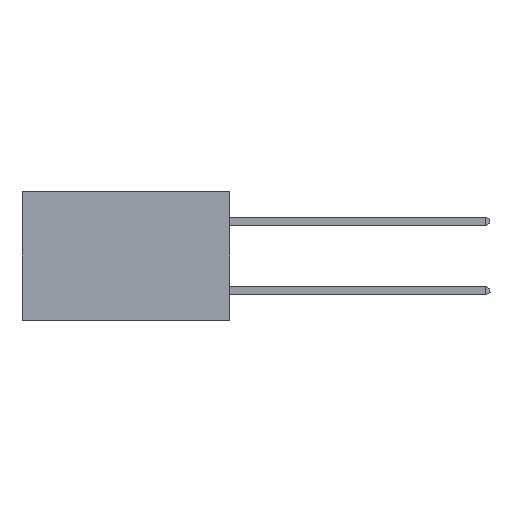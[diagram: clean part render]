
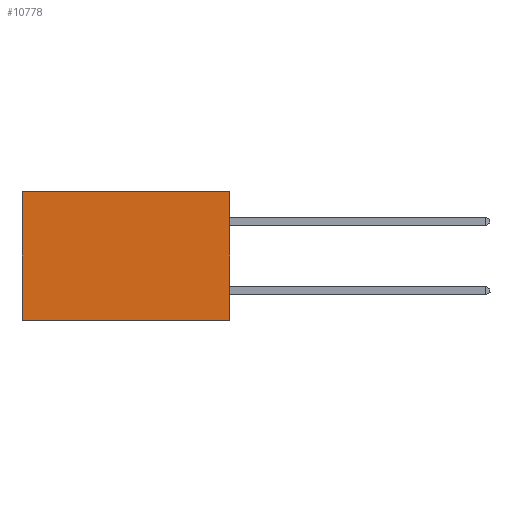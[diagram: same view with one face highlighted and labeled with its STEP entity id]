
A CAD part, left-side view. The second image highlights one B-rep face of the part: STEP entity #10778.
In plain terms, the highlighted planar face has unit normal (-1, 0, 0).
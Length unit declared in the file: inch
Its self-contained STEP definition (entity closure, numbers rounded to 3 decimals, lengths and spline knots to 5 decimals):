
#63 = CARTESIAN_POINT ( 'NONE',  ( 0.298, 0., 0. ) ) ;
#183 = CARTESIAN_POINT ( 'NONE',  ( 0.298, 0., 0. ) ) ;
#1253 = VECTOR ( 'NONE', #2658, 39.37008 ) ;
#2539 = ORIENTED_EDGE ( 'NONE', *, *, #3001, .T. ) ;
#2658 = DIRECTION ( 'NONE',  ( 0., 0., -1. ) ) ;
#3001 = EDGE_CURVE ( 'NONE', #18502, #20484, #11250, .T. ) ;
#5621 = CARTESIAN_POINT ( 'NONE',  ( 0.298, 0., 0. ) ) ;
#7016 = CARTESIAN_POINT ( 'NONE',  ( 0.298, 0., 0. ) ) ;
#7643 = DIRECTION ( 'NONE',  ( 0., 0., -1. ) ) ;
#7827 = EDGE_CURVE ( 'NONE', #29897, #15796, #15561, .T. ) ;
#9438 = LINE ( 'NONE', #16809, #16049 ) ;
#10778 = ADVANCED_FACE ( 'NONE', ( #18234 ), #29602, .F. ) ;
#11250 = LINE ( 'NONE', #7016, #24343 ) ;
#11724 = CARTESIAN_POINT ( 'NONE',  ( 0.298, 0.6, -0.37 ) ) ;
#11807 = DIRECTION ( 'NONE',  ( 0., 0., -1. ) ) ;
#13851 = ORIENTED_EDGE ( 'NONE', *, *, #7827, .F. ) ;
#14291 = DIRECTION ( 'NONE',  ( 0., 1., 0. ) ) ;
#14626 = ORIENTED_EDGE ( 'NONE', *, *, #15368, .F. ) ;
#15368 = EDGE_CURVE ( 'NONE', #18502, #29897, #21022, .T. ) ;
#15561 = LINE ( 'NONE', #16045, #27742 ) ;
#15796 = VERTEX_POINT ( 'NONE', #11724 ) ;
#16045 = CARTESIAN_POINT ( 'NONE',  ( 0.298, 0., -0.37 ) ) ;
#16049 = VECTOR ( 'NONE', #11807, 39.37008 ) ;
#16809 = CARTESIAN_POINT ( 'NONE',  ( 0.298, 0.6, 0. ) ) ;
#16962 = EDGE_LOOP ( 'NONE', ( #25266, #13851, #14626, #2539 ) ) ;
#18234 = FACE_OUTER_BOUND ( 'NONE', #16962, .T. ) ;
#18502 = VERTEX_POINT ( 'NONE', #5621 ) ;
#19427 = CARTESIAN_POINT ( 'NONE',  ( 0.298, 0.6, 0. ) ) ;
#20484 = VERTEX_POINT ( 'NONE', #19427 ) ;
#21022 = LINE ( 'NONE', #63, #1253 ) ;
#22471 = DIRECTION ( 'NONE',  ( 1., 0., 0. ) ) ;
#24343 = VECTOR ( 'NONE', #14291, 39.37008 ) ;
#25266 = ORIENTED_EDGE ( 'NONE', *, *, #31246, .T. ) ;
#27742 = VECTOR ( 'NONE', #28153, 39.37008 ) ;
#28153 = DIRECTION ( 'NONE',  ( 0., 1., 0. ) ) ;
#28816 = AXIS2_PLACEMENT_3D ( 'NONE', #183, #22471, #7643 ) ;
#29602 = PLANE ( 'NONE',  #28816 ) ;
#29897 = VERTEX_POINT ( 'NONE', #31231 ) ;
#31231 = CARTESIAN_POINT ( 'NONE',  ( 0.298, 0., -0.37 ) ) ;
#31246 = EDGE_CURVE ( 'NONE', #20484, #15796, #9438, .T. ) ;
